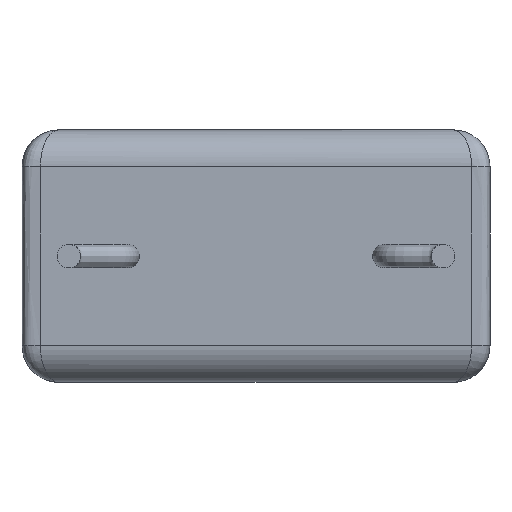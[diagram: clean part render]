
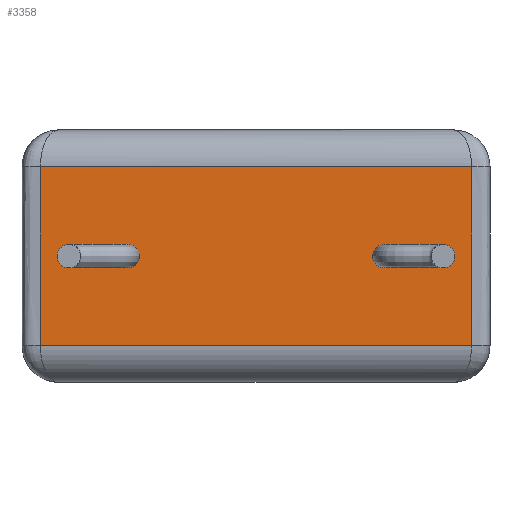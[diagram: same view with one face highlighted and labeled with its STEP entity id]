
A CAD part, front view. The second image highlights one B-rep face of the part: STEP entity #3358.
In plain terms, the highlighted planar face has unit normal (0, -1, 0).
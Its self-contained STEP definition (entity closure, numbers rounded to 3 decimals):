
#23 = LINE ( 'NONE', #615, #1009 ) ;
#186 = CARTESIAN_POINT ( 'NONE',  ( 12.2, 0., 5.85 ) ) ;
#234 = CARTESIAN_POINT ( 'NONE',  ( 12.2, 0., 1. ) ) ;
#398 = ORIENTED_EDGE ( 'NONE', *, *, #1727, .T. ) ;
#401 = CARTESIAN_POINT ( 'NONE',  ( 9.83, 0., 3.425 ) ) ;
#429 = VERTEX_POINT ( 'NONE', #6581 ) ;
#483 = DIRECTION ( 'NONE',  ( 0., 0., -1. ) ) ;
#525 = EDGE_LOOP ( 'NONE', ( #5147, #1517, #766, #398 ) ) ;
#615 = CARTESIAN_POINT ( 'NONE',  ( 0., 0., 5.85 ) ) ;
#766 = ORIENTED_EDGE ( 'NONE', *, *, #3398, .T. ) ;
#814 = LINE ( 'NONE', #234, #1201 ) ;
#898 = FACE_BOUND ( 'NONE', #5645, .T. ) ;
#982 = ORIENTED_EDGE ( 'NONE', *, *, #1102, .T. ) ;
#1009 = VECTOR ( 'NONE', #2146, 1000. ) ;
#1065 = CARTESIAN_POINT ( 'NONE',  ( 12.2, 0., 1. ) ) ;
#1078 = B_SPLINE_CURVE_WITH_KNOTS ( 'NONE', 3,
 ( #6008, #5512, #1410, #5983 ),
 .UNSPECIFIED., .F., .F.,
 ( 4, 4 ),
 ( 0.146, 0.854 ),
 .UNSPECIFIED. ) ;
#1102 = EDGE_CURVE ( 'NONE', #1675, #4131, #4430, .T. ) ;
#1135 = AXIS2_PLACEMENT_3D ( 'NONE', #1983, #4027, #6663 ) ;
#1201 = VECTOR ( 'NONE', #6352, 1000. ) ;
#1322 = CARTESIAN_POINT ( 'NONE',  ( 0.5, 0., 5.85 ) ) ;
#1410 = CARTESIAN_POINT ( 'NONE',  ( 0.5, 0., 2.617 ) ) ;
#1517 = ORIENTED_EDGE ( 'NONE', *, *, #5988, .T. ) ;
#1539 = FACE_BOUND ( 'NONE', #6337, .T. ) ;
#1619 = CIRCLE ( 'NONE', #5750, 0.32 ) ;
#1631 = CARTESIAN_POINT ( 'NONE',  ( 12.2, 0., 2.617 ) ) ;
#1675 = VERTEX_POINT ( 'NONE', #1936 ) ;
#1727 = EDGE_CURVE ( 'NONE', #5934, #6618, #23, .T. ) ;
#1936 = CARTESIAN_POINT ( 'NONE',  ( 9.83, 0., 3.105 ) ) ;
#1965 = CARTESIAN_POINT ( 'NONE',  ( 9.83, 0., 3.745 ) ) ;
#1983 = CARTESIAN_POINT ( 'NONE',  ( 2.87, 0., 3.425 ) ) ;
#2084 = EDGE_CURVE ( 'NONE', #6456, #6479, #4308, .T. ) ;
#2120 = CARTESIAN_POINT ( 'NONE',  ( 2.87, 0., 3.105 ) ) ;
#2146 = DIRECTION ( 'NONE',  ( -1., 0., 0. ) ) ;
#2454 = DIRECTION ( 'NONE',  ( 0., 1., 0. ) ) ;
#2456 = DIRECTION ( 'NONE',  ( 0., 0., 1. ) ) ;
#2535 = ORIENTED_EDGE ( 'NONE', *, *, #2084, .F. ) ;
#2606 = CARTESIAN_POINT ( 'NONE',  ( 0.5, 0., 1. ) ) ;
#2617 = ORIENTED_EDGE ( 'NONE', *, *, #2834, .F. ) ;
#2743 = EDGE_CURVE ( 'NONE', #4131, #1675, #5814, .T. ) ;
#2834 = EDGE_CURVE ( 'NONE', #6479, #6456, #1619, .T. ) ;
#2922 = AXIS2_PLACEMENT_3D ( 'NONE', #401, #2454, #5092 ) ;
#2941 = DIRECTION ( 'NONE',  ( 0., 1., 0. ) ) ;
#2947 = PLANE ( 'NONE',  #5058 ) ;
#3122 = CARTESIAN_POINT ( 'NONE',  ( 12.2, 0., 4.233 ) ) ;
#3358 = ADVANCED_FACE ( 'NONE', ( #898, #4269, #1539 ), #2947, .F. ) ;
#3398 = EDGE_CURVE ( 'NONE', #429, #5934, #5099, .T. ) ;
#3573 = CARTESIAN_POINT ( 'NONE',  ( 9.83, 0., 3.425 ) ) ;
#3672 = ORIENTED_EDGE ( 'NONE', *, *, #2743, .T. ) ;
#3926 = EDGE_CURVE ( 'NONE', #6618, #6694, #1078, .T. ) ;
#3983 = DIRECTION ( 'NONE',  ( 0., 1., 0. ) ) ;
#4027 = DIRECTION ( 'NONE',  ( 0., -1., 0. ) ) ;
#4131 = VERTEX_POINT ( 'NONE', #1965 ) ;
#4269 = FACE_OUTER_BOUND ( 'NONE', #525, .T. ) ;
#4308 = CIRCLE ( 'NONE', #1135, 0.32 ) ;
#4430 = CIRCLE ( 'NONE', #4797, 0.32 ) ;
#4514 = CARTESIAN_POINT ( 'NONE',  ( 2.87, 0., 3.425 ) ) ;
#4797 = AXIS2_PLACEMENT_3D ( 'NONE', #3573, #2941, #483 ) ;
#5032 = DIRECTION ( 'NONE',  ( 0., -1., 0. ) ) ;
#5058 = AXIS2_PLACEMENT_3D ( 'NONE', #5530, #3983, #2456 ) ;
#5092 = DIRECTION ( 'NONE',  ( 0., 0., -1. ) ) ;
#5099 = B_SPLINE_CURVE_WITH_KNOTS ( 'NONE', 3,
 ( #1065, #1631, #3122, #6192 ),
 .UNSPECIFIED., .F., .F.,
 ( 4, 4 ),
 ( 0.146, 0.854 ),
 .UNSPECIFIED. ) ;
#5147 = ORIENTED_EDGE ( 'NONE', *, *, #3926, .T. ) ;
#5512 = CARTESIAN_POINT ( 'NONE',  ( 0.5, 0., 4.233 ) ) ;
#5529 = DIRECTION ( 'NONE',  ( 0., 0., 1. ) ) ;
#5530 = CARTESIAN_POINT ( 'NONE',  ( 0., 0., 6.85 ) ) ;
#5645 = EDGE_LOOP ( 'NONE', ( #3672, #982 ) ) ;
#5738 = CARTESIAN_POINT ( 'NONE',  ( 2.87, 0., 3.745 ) ) ;
#5750 = AXIS2_PLACEMENT_3D ( 'NONE', #4514, #5032, #5529 ) ;
#5814 = CIRCLE ( 'NONE', #2922, 0.32 ) ;
#5934 = VERTEX_POINT ( 'NONE', #186 ) ;
#5983 = CARTESIAN_POINT ( 'NONE',  ( 0.5, 0., 1. ) ) ;
#5988 = EDGE_CURVE ( 'NONE', #6694, #429, #814, .T. ) ;
#6008 = CARTESIAN_POINT ( 'NONE',  ( 0.5, 0., 5.85 ) ) ;
#6192 = CARTESIAN_POINT ( 'NONE',  ( 12.2, 0., 5.85 ) ) ;
#6337 = EDGE_LOOP ( 'NONE', ( #2617, #2535 ) ) ;
#6352 = DIRECTION ( 'NONE',  ( 1., 0., 0. ) ) ;
#6456 = VERTEX_POINT ( 'NONE', #2120 ) ;
#6479 = VERTEX_POINT ( 'NONE', #5738 ) ;
#6581 = CARTESIAN_POINT ( 'NONE',  ( 12.2, 0., 1. ) ) ;
#6618 = VERTEX_POINT ( 'NONE', #1322 ) ;
#6663 = DIRECTION ( 'NONE',  ( 0., 0., 1. ) ) ;
#6694 = VERTEX_POINT ( 'NONE', #2606 ) ;
